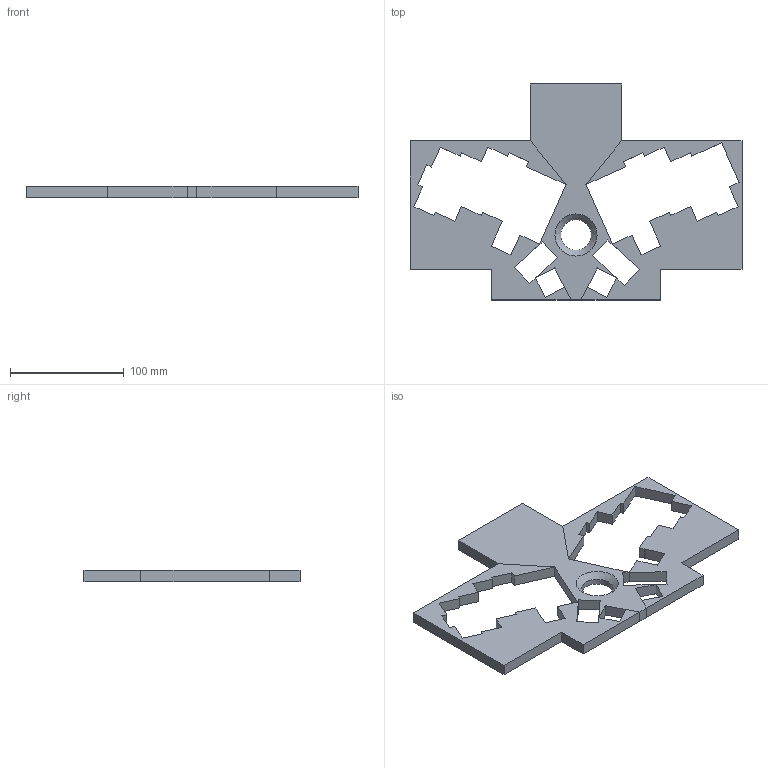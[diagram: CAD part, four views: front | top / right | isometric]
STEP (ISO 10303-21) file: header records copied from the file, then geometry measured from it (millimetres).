
FILE_DESCRIPTION(/* description */ (''),/* implementation_level */ '2;1');
FILE_NAME(/* name */ 'hammerheadPCB v12.step',/* time_stamp */ '2024-08-06T01:24:00-07:00',/* author */ (''),/* organization */ (''),/* preprocessor_version */ 'ST-DEVELOPER v20',/* originating_system */ 'Autodesk Translation Framework v13.14.0.145',/* authorisation */ '');
FILE_SCHEMA (('AUTOMOTIVE_DESIGN { 1 0 10303 214 3 1 1 }'));
Length unit declared in the file: millimetre
Products named in the file (1): hammerheadPCB
Bounding box: 291.69 x 189.78 x 10 mm (x, y, z)
Volume: 238955.9 mm3; surface area: 73412.2 mm2
Topology: 3 solids, 3 shells, 108 faces, 306 edges, 204 vertices
Faces by surface type: plane 106, cone 1, cylinder 1
Full cylindrical faces by diameter (mm): 27.012 x1
Entity records: 3469 total; most frequent: CARTESIAN_POINT 619, ORIENTED_EDGE 612, DIRECTION 528, EDGE_CURVE 306, LINE 302, VECTOR 302, VERTEX_POINT 204, AXIS2_PLACEMENT_3D 113
